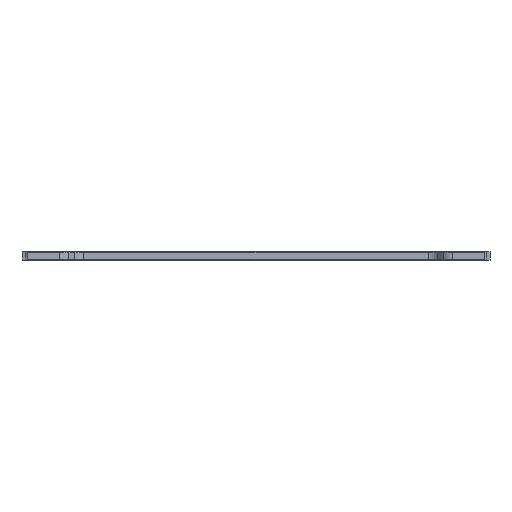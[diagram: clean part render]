
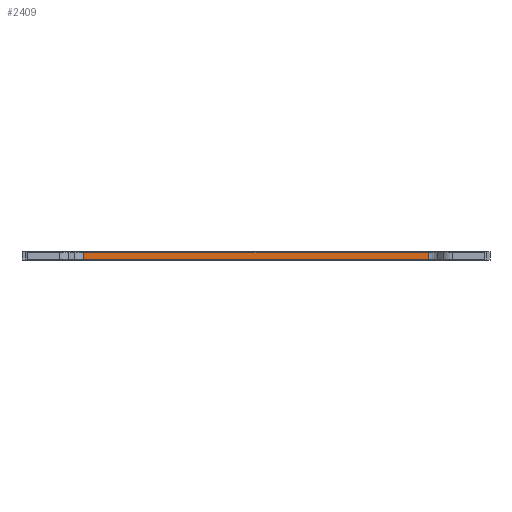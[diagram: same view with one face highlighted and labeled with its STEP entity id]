
A CAD part, front view. The second image highlights one B-rep face of the part: STEP entity #2409.
In plain terms, the highlighted planar face has unit normal (0, -1, 0).
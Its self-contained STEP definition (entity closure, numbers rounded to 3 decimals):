
#34 = LINE ( 'NONE', #16684, #16767 ) ;
#375 = CARTESIAN_POINT ( 'NONE',  ( -122.984, -183.093, -3. ) ) ;
#1900 = VERTEX_POINT ( 'NONE', #18362 ) ;
#1910 = VECTOR ( 'NONE', #18626, 1000. ) ;
#2409 = ADVANCED_FACE ( 'NONE', ( #7237 ), #15250, .F. ) ;
#3119 = EDGE_CURVE ( 'NONE', #18216, #10069, #11012, .T. ) ;
#3334 = ORIENTED_EDGE ( 'NONE', *, *, #19705, .T. ) ;
#3353 = ORIENTED_EDGE ( 'NONE', *, *, #14815, .F. ) ;
#3552 = CARTESIAN_POINT ( 'NONE',  ( 122.984, -183.093, -2.5 ) ) ;
#3804 = DIRECTION ( 'NONE',  ( 1., 0., 0. ) ) ;
#5224 = DIRECTION ( 'NONE',  ( 0., 1., 0. ) ) ;
#6070 = LINE ( 'NONE', #375, #9819 ) ;
#6473 = VECTOR ( 'NONE', #3804, 1000. ) ;
#7184 = EDGE_CURVE ( 'NONE', #1900, #15898, #10739, .T. ) ;
#7237 = FACE_OUTER_BOUND ( 'NONE', #15118, .T. ) ;
#8445 = DIRECTION ( 'NONE',  ( 0., 0., -1. ) ) ;
#9819 = VECTOR ( 'NONE', #8445, 1000. ) ;
#10069 = VERTEX_POINT ( 'NONE', #20608 ) ;
#10739 = LINE ( 'NONE', #17875, #6473 ) ;
#11012 = LINE ( 'NONE', #12959, #1910 ) ;
#12728 = DIRECTION ( 'NONE',  ( 0., 0., 1. ) ) ;
#12959 = CARTESIAN_POINT ( 'NONE',  ( -126.948, -183.093, 2.5 ) ) ;
#14218 = ORIENTED_EDGE ( 'NONE', *, *, #7184, .T. ) ;
#14490 = CARTESIAN_POINT ( 'NONE',  ( 122.984, -183.093, 2.5 ) ) ;
#14815 = EDGE_CURVE ( 'NONE', #18216, #15898, #34, .T. ) ;
#15118 = EDGE_LOOP ( 'NONE', ( #3353, #17673, #3334, #14218 ) ) ;
#15250 = PLANE ( 'NONE',  #19664 ) ;
#15898 = VERTEX_POINT ( 'NONE', #3552 ) ;
#16684 = CARTESIAN_POINT ( 'NONE',  ( 122.984, -183.093, -3. ) ) ;
#16767 = VECTOR ( 'NONE', #17794, 1000. ) ;
#17673 = ORIENTED_EDGE ( 'NONE', *, *, #3119, .T. ) ;
#17794 = DIRECTION ( 'NONE',  ( 0., 0., -1. ) ) ;
#17875 = CARTESIAN_POINT ( 'NONE',  ( 122.984, -183.093, -2.5 ) ) ;
#18216 = VERTEX_POINT ( 'NONE', #14490 ) ;
#18325 = CARTESIAN_POINT ( 'NONE',  ( -126.948, -183.093, 3. ) ) ;
#18362 = CARTESIAN_POINT ( 'NONE',  ( -122.984, -183.093, -2.5 ) ) ;
#18626 = DIRECTION ( 'NONE',  ( -1., 0., 0. ) ) ;
#19664 = AXIS2_PLACEMENT_3D ( 'NONE', #18325, #5224, #12728 ) ;
#19705 = EDGE_CURVE ( 'NONE', #10069, #1900, #6070, .T. ) ;
#20608 = CARTESIAN_POINT ( 'NONE',  ( -122.984, -183.093, 2.5 ) ) ;
